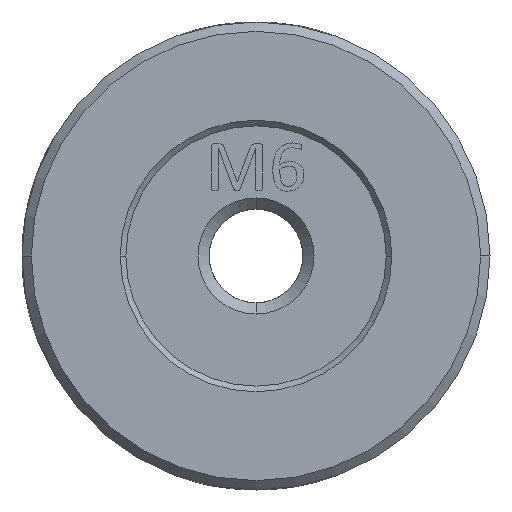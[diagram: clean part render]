
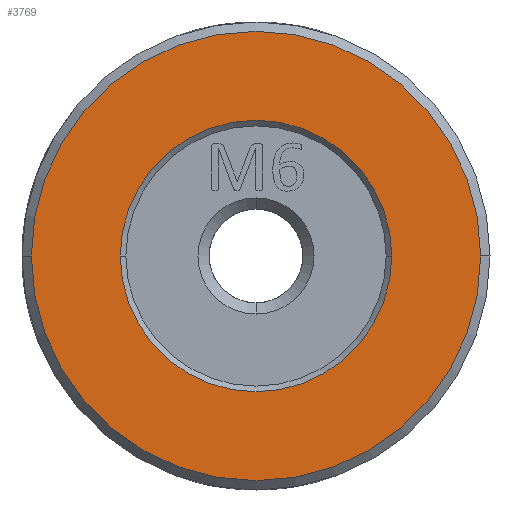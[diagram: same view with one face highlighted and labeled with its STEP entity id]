
A CAD part, left-side view. The second image highlights one B-rep face of the part: STEP entity #3769.
In plain terms, the highlighted planar face has unit normal (-1, 0, 0).
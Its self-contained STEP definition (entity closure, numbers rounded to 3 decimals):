
#23 = DIRECTION ( 'NONE',  ( 0., -1., 0. ) ) ;
#265 = ORIENTED_EDGE ( 'NONE', *, *, #11480, .T. ) ;
#513 = CARTESIAN_POINT ( 'NONE',  ( -9.492, 8.539, 2.763 ) ) ;
#1155 = DIRECTION ( 'NONE',  ( -1., 0., 0. ) ) ;
#1447 = AXIS2_PLACEMENT_3D ( 'NONE', #7283, #12857, #2091 ) ;
#2091 = DIRECTION ( 'NONE',  ( 0., -1., 0. ) ) ;
#2298 = FACE_BOUND ( 'NONE', #12601, .T. ) ;
#2437 = EDGE_LOOP ( 'NONE', ( #8563, #265 ) ) ;
#2653 = DIRECTION ( 'NONE',  ( 0., -1., 0. ) ) ;
#2703 = VERTEX_POINT ( 'NONE', #10334 ) ;
#3398 = AXIS2_PLACEMENT_3D ( 'NONE', #6690, #6482, #23 ) ;
#3598 = DIRECTION ( 'NONE',  ( 0., 0., 1. ) ) ;
#3769 = ADVANCED_FACE ( 'NONE', ( #2298, #11201 ), #12279, .T. ) ;
#4613 = VERTEX_POINT ( 'NONE', #6230 ) ;
#6109 = AXIS2_PLACEMENT_3D ( 'NONE', #6687, #1155, #3598 ) ;
#6230 = CARTESIAN_POINT ( 'NONE',  ( -9.492, 20.539, 2.763 ) ) ;
#6482 = DIRECTION ( 'NONE',  ( -1., 0., 0. ) ) ;
#6687 = CARTESIAN_POINT ( 'NONE',  ( -9.492, 8.539, 2.763 ) ) ;
#6690 = CARTESIAN_POINT ( 'NONE',  ( -9.492, 8.539, 2.763 ) ) ;
#7097 = CARTESIAN_POINT ( 'NONE',  ( -9.492, 15.789, 2.763 ) ) ;
#7178 = CARTESIAN_POINT ( 'NONE',  ( -9.492, -3.461, 2.763 ) ) ;
#7283 = CARTESIAN_POINT ( 'NONE',  ( -9.492, 8.539, 2.763 ) ) ;
#8563 = ORIENTED_EDGE ( 'NONE', *, *, #9254, .T. ) ;
#9254 = EDGE_CURVE ( 'NONE', #4613, #9510, #11974, .T. ) ;
#9279 = ORIENTED_EDGE ( 'NONE', *, *, #11998, .T. ) ;
#9321 = CIRCLE ( 'NONE', #11163, 7.25 ) ;
#9510 = VERTEX_POINT ( 'NONE', #7178 ) ;
#9541 = CIRCLE ( 'NONE', #3398, 12. ) ;
#9988 = VERTEX_POINT ( 'NONE', #7097 ) ;
#10334 = CARTESIAN_POINT ( 'NONE',  ( -9.492, 1.289, 2.763 ) ) ;
#10397 = DIRECTION ( 'NONE',  ( 1., 0., 0. ) ) ;
#10505 = ORIENTED_EDGE ( 'NONE', *, *, #13467, .T. ) ;
#10985 = CARTESIAN_POINT ( 'NONE',  ( -9.492, 8.539, 2.763 ) ) ;
#11163 = AXIS2_PLACEMENT_3D ( 'NONE', #10985, #13207, #12214 ) ;
#11201 = FACE_OUTER_BOUND ( 'NONE', #2437, .T. ) ;
#11480 = EDGE_CURVE ( 'NONE', #9510, #4613, #9541, .T. ) ;
#11974 = CIRCLE ( 'NONE', #1447, 12. ) ;
#11998 = EDGE_CURVE ( 'NONE', #2703, #9988, #9321, .T. ) ;
#12214 = DIRECTION ( 'NONE',  ( 0., -1., 0. ) ) ;
#12254 = CIRCLE ( 'NONE', #12924, 7.25 ) ;
#12279 = PLANE ( 'NONE',  #6109 ) ;
#12601 = EDGE_LOOP ( 'NONE', ( #9279, #10505 ) ) ;
#12857 = DIRECTION ( 'NONE',  ( -1., 0., 0. ) ) ;
#12924 = AXIS2_PLACEMENT_3D ( 'NONE', #513, #10397, #2653 ) ;
#13207 = DIRECTION ( 'NONE',  ( 1., 0., 0. ) ) ;
#13467 = EDGE_CURVE ( 'NONE', #9988, #2703, #12254, .T. ) ;
